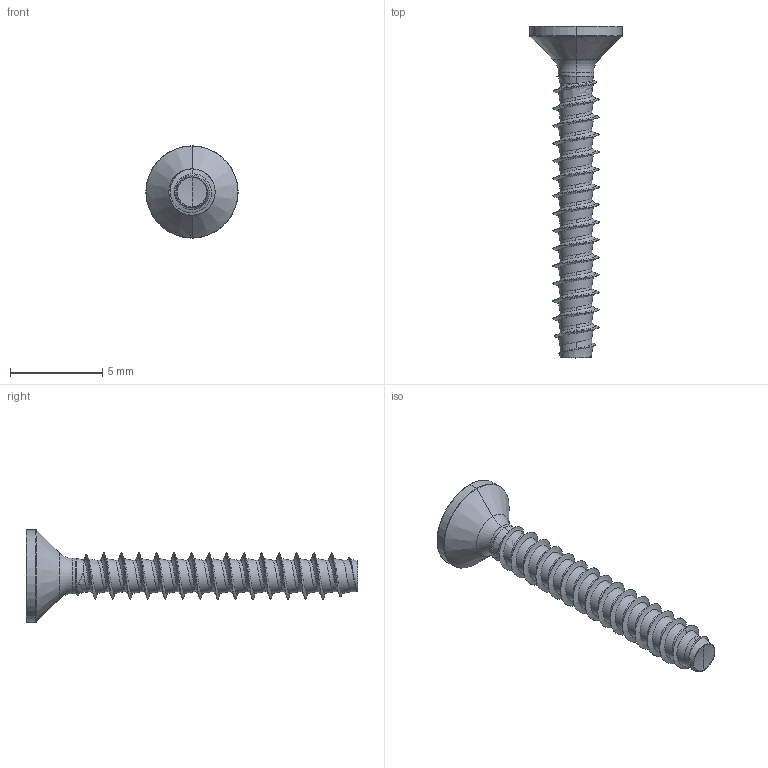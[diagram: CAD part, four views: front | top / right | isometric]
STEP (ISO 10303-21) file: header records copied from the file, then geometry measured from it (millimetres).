
FILE_DESCRIPTION (( 'STEP AP203' ), '1' );
FILE_NAME ('STP330250180.STEP', '2017-08-15T15:21:14', ( '' ), ( '' ), 'SwSTEP 2.0', 'SolidWorks 2015', '' );
FILE_SCHEMA (( 'CONFIG_CONTROL_DESIGN' ));
Length unit declared in the file: millimetre
Products named in the file (1): STP330250180
Bounding box: 5 x 18 x 5 mm (x, y, z)
Volume: 68.7 mm3; surface area: 205.6 mm2
Topology: 1 solids, 1 shells, 193 faces, 447 edges, 256 vertices
Faces by surface type: cylinder 78, bspline 51, sphere 26, plane 22, cone 10, torus 6
Entity records: 22756 total; most frequent: CARTESIAN_POINT 18839, ORIENTED_EDGE 890, DIRECTION 698, EDGE_CURVE 445, AXIS2_PLACEMENT_3D 283, VERTEX_POINT 256, EDGE_LOOP 195, ADVANCED_FACE 193
